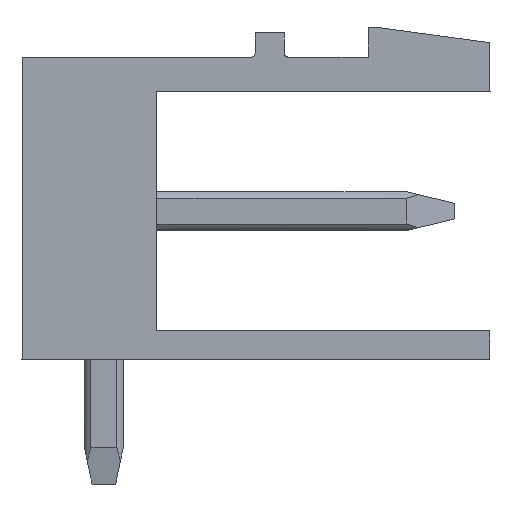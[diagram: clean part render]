
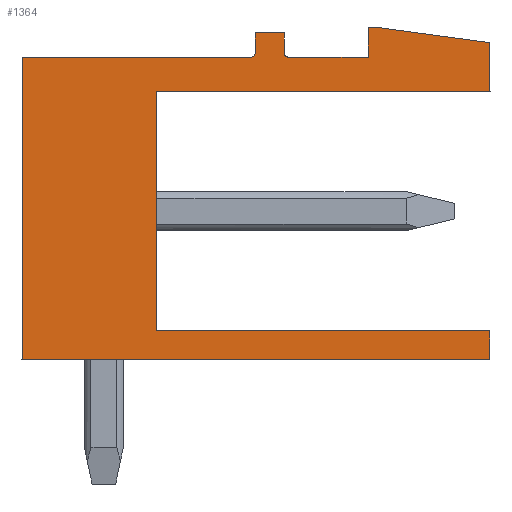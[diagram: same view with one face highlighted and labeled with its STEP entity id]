
A CAD part, left-side view. The second image highlights one B-rep face of the part: STEP entity #1364.
In plain terms, the highlighted planar face has unit normal (-1, 0, 0).
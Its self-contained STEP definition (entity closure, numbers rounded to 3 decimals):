
#705=AXIS2_PLACEMENT_3D('Circle Axis2P3D',#703,#704,$) ;
#829=AXIS2_PLACEMENT_3D('Circle Axis2P3D',#827,#828,$) ;
#1343=AXIS2_PLACEMENT_3D('Plane Axis2P3D',#1340,#1341,#1342) ;
#49=CARTESIAN_POINT('Vertex',(0.,8.55,3.93)) ;
#52=CARTESIAN_POINT('Line Origine',(0.,4.275,3.93)) ;
#56=CARTESIAN_POINT('Vertex',(0.,0.,3.93)) ;
#87=CARTESIAN_POINT('Vertex',(0.,8.55,10.06)) ;
#90=CARTESIAN_POINT('Line Origine',(0.,8.55,6.995)) ;
#514=CARTESIAN_POINT('Vertex',(0.,0.,10.06)) ;
#517=CARTESIAN_POINT('Line Origine',(0.,4.275,10.06)) ;
#545=CARTESIAN_POINT('Vertex',(0.,0.,11.32)) ;
#548=CARTESIAN_POINT('Line Origine',(0.,0.,10.69)) ;
#576=CARTESIAN_POINT('Vertex',(0.,2.8,11.7)) ;
#579=CARTESIAN_POINT('Line Origine',(0.,1.4,11.51)) ;
#607=CARTESIAN_POINT('Vertex',(0.,3.12,11.7)) ;
#610=CARTESIAN_POINT('Line Origine',(0.,2.96,11.7)) ;
#638=CARTESIAN_POINT('Vertex',(0.,3.12,10.95)) ;
#641=CARTESIAN_POINT('Line Origine',(0.,3.12,11.325)) ;
#669=CARTESIAN_POINT('Vertex',(0.,5.17,10.95)) ;
#672=CARTESIAN_POINT('Line Origine',(0.,4.145,10.95)) ;
#700=CARTESIAN_POINT('Vertex',(0.,5.27,11.05)) ;
#703=CARTESIAN_POINT('Axis2P3D Location',(0.,5.17,11.05)) ;
#731=CARTESIAN_POINT('Vertex',(0.,5.27,11.57)) ;
#734=CARTESIAN_POINT('Line Origine',(0.,5.27,11.31)) ;
#762=CARTESIAN_POINT('Vertex',(0.,6.02,11.57)) ;
#765=CARTESIAN_POINT('Line Origine',(0.,5.645,11.57)) ;
#793=CARTESIAN_POINT('Vertex',(0.,6.02,11.05)) ;
#796=CARTESIAN_POINT('Line Origine',(0.,6.02,11.31)) ;
#824=CARTESIAN_POINT('Vertex',(0.,6.12,10.95)) ;
#827=CARTESIAN_POINT('Axis2P3D Location',(0.,6.12,11.05)) ;
#850=CARTESIAN_POINT('Vertex',(0.,12.,10.95)) ;
#853=CARTESIAN_POINT('Line Origine',(0.,9.06,10.95)) ;
#881=CARTESIAN_POINT('Vertex',(0.,12.,3.2)) ;
#884=CARTESIAN_POINT('Line Origine',(0.,12.,7.075)) ;
#912=CARTESIAN_POINT('Vertex',(0.,0.,3.2)) ;
#915=CARTESIAN_POINT('Line Origine',(0.,6.,3.2)) ;
#1328=CARTESIAN_POINT('Line Origine',(0.,0.,3.565)) ;
#1340=CARTESIAN_POINT('Axis2P3D Location',(0.,0.,0.)) ;
#53=DIRECTION('Vector Direction',(0.,1.,0.)) ;
#91=DIRECTION('Vector Direction',(0.,0.,-1.)) ;
#518=DIRECTION('Vector Direction',(0.,-1.,0.)) ;
#549=DIRECTION('Vector Direction',(0.,0.,1.)) ;
#580=DIRECTION('Vector Direction',(0.,0.991,0.134)) ;
#611=DIRECTION('Vector Direction',(0.,1.,0.)) ;
#642=DIRECTION('Vector Direction',(0.,0.,-1.)) ;
#673=DIRECTION('Vector Direction',(0.,1.,0.)) ;
#704=DIRECTION('Axis2P3D Direction',(-1.,0.,0.)) ;
#735=DIRECTION('Vector Direction',(0.,0.,1.)) ;
#766=DIRECTION('Vector Direction',(0.,1.,0.)) ;
#797=DIRECTION('Vector Direction',(0.,0.,-1.)) ;
#828=DIRECTION('Axis2P3D Direction',(-1.,0.,0.)) ;
#854=DIRECTION('Vector Direction',(0.,1.,0.)) ;
#885=DIRECTION('Vector Direction',(0.,0.,-1.)) ;
#916=DIRECTION('Vector Direction',(0.,1.,0.)) ;
#1329=DIRECTION('Vector Direction',(0.,0.,-1.)) ;
#1341=DIRECTION('Axis2P3D Direction',(-1.,0.,0.)) ;
#1342=DIRECTION('Axis2P3D XDirection',(0.,0.,1.)) ;
#54=VECTOR('Line Direction',#53,1.) ;
#92=VECTOR('Line Direction',#91,1.) ;
#519=VECTOR('Line Direction',#518,1.) ;
#550=VECTOR('Line Direction',#549,1.) ;
#581=VECTOR('Line Direction',#580,1.) ;
#612=VECTOR('Line Direction',#611,1.) ;
#643=VECTOR('Line Direction',#642,1.) ;
#674=VECTOR('Line Direction',#673,1.) ;
#736=VECTOR('Line Direction',#735,1.) ;
#767=VECTOR('Line Direction',#766,1.) ;
#798=VECTOR('Line Direction',#797,1.) ;
#855=VECTOR('Line Direction',#854,1.) ;
#886=VECTOR('Line Direction',#885,1.) ;
#917=VECTOR('Line Direction',#916,1.) ;
#1330=VECTOR('Line Direction',#1329,1.) ;
#1346=ORIENTED_EDGE('',*,*,#58,.T.) ;
#1347=ORIENTED_EDGE('',*,*,#94,.T.) ;
#1348=ORIENTED_EDGE('',*,*,#521,.T.) ;
#1349=ORIENTED_EDGE('',*,*,#552,.T.) ;
#1350=ORIENTED_EDGE('',*,*,#583,.T.) ;
#1351=ORIENTED_EDGE('',*,*,#614,.T.) ;
#1352=ORIENTED_EDGE('',*,*,#645,.T.) ;
#1353=ORIENTED_EDGE('',*,*,#676,.T.) ;
#1354=ORIENTED_EDGE('',*,*,#707,.T.) ;
#1355=ORIENTED_EDGE('',*,*,#738,.T.) ;
#1356=ORIENTED_EDGE('',*,*,#769,.T.) ;
#1357=ORIENTED_EDGE('',*,*,#800,.T.) ;
#1358=ORIENTED_EDGE('',*,*,#831,.T.) ;
#1359=ORIENTED_EDGE('',*,*,#857,.T.) ;
#1360=ORIENTED_EDGE('',*,*,#888,.T.) ;
#1361=ORIENTED_EDGE('',*,*,#919,.T.) ;
#1362=ORIENTED_EDGE('',*,*,#1332,.T.) ;
#1364=ADVANCED_FACE('Housing',(#1363),#1344,.T.) ;
#706=CIRCLE('generated circle',#705,0.1) ;
#830=CIRCLE('generated circle',#829,0.1) ;
#58=EDGE_CURVE('',#57,#50,#55,.T.) ;
#94=EDGE_CURVE('',#50,#88,#93,.F.) ;
#521=EDGE_CURVE('',#88,#515,#520,.T.) ;
#552=EDGE_CURVE('',#515,#546,#551,.T.) ;
#583=EDGE_CURVE('',#546,#577,#582,.T.) ;
#614=EDGE_CURVE('',#577,#608,#613,.T.) ;
#645=EDGE_CURVE('',#608,#639,#644,.T.) ;
#676=EDGE_CURVE('',#639,#670,#675,.T.) ;
#707=EDGE_CURVE('',#670,#701,#706,.F.) ;
#738=EDGE_CURVE('',#701,#732,#737,.T.) ;
#769=EDGE_CURVE('',#732,#763,#768,.T.) ;
#800=EDGE_CURVE('',#763,#794,#799,.T.) ;
#831=EDGE_CURVE('',#794,#825,#830,.F.) ;
#857=EDGE_CURVE('',#825,#851,#856,.T.) ;
#888=EDGE_CURVE('',#851,#882,#887,.T.) ;
#919=EDGE_CURVE('',#882,#913,#918,.F.) ;
#1332=EDGE_CURVE('',#913,#57,#1331,.F.) ;
#1345=EDGE_LOOP('',(#1346,#1347,#1348,#1349,#1350,#1351,#1352,#1353,#1354,#1355,#1356,#1357,#1358,#1359,#1360,#1361,#1362)) ;
#1363=FACE_OUTER_BOUND('',#1345,.T.) ;
#55=LINE('Line',#52,#54) ;
#93=LINE('Line',#90,#92) ;
#520=LINE('Line',#517,#519) ;
#551=LINE('Line',#548,#550) ;
#582=LINE('Line',#579,#581) ;
#613=LINE('Line',#610,#612) ;
#644=LINE('Line',#641,#643) ;
#675=LINE('Line',#672,#674) ;
#737=LINE('Line',#734,#736) ;
#768=LINE('Line',#765,#767) ;
#799=LINE('Line',#796,#798) ;
#856=LINE('Line',#853,#855) ;
#887=LINE('Line',#884,#886) ;
#918=LINE('Line',#915,#917) ;
#1331=LINE('Line',#1328,#1330) ;
#1344=PLANE('',#1343) ;
#50=VERTEX_POINT('',#49) ;
#57=VERTEX_POINT('',#56) ;
#88=VERTEX_POINT('',#87) ;
#515=VERTEX_POINT('',#514) ;
#546=VERTEX_POINT('',#545) ;
#577=VERTEX_POINT('',#576) ;
#608=VERTEX_POINT('',#607) ;
#639=VERTEX_POINT('',#638) ;
#670=VERTEX_POINT('',#669) ;
#701=VERTEX_POINT('',#700) ;
#732=VERTEX_POINT('',#731) ;
#763=VERTEX_POINT('',#762) ;
#794=VERTEX_POINT('',#793) ;
#825=VERTEX_POINT('',#824) ;
#851=VERTEX_POINT('',#850) ;
#882=VERTEX_POINT('',#881) ;
#913=VERTEX_POINT('',#912) ;
